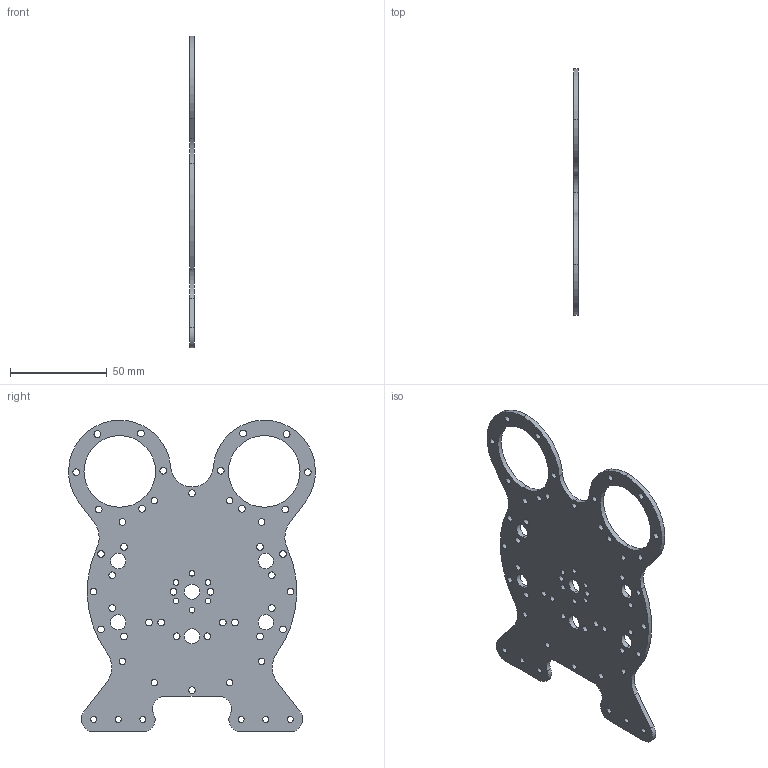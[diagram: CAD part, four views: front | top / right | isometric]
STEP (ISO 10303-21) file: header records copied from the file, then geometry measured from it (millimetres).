
FILE_DESCRIPTION (( 'STEP AP214' ), '1' );
FILE_NAME ('SH Axle Plate^Shoulder Housing.STEP', '2021-02-19T00:25:11', ( '' ), ( '' ), 'SwSTEP 2.0', 'SolidWorks 2019', '' );
FILE_SCHEMA (( 'AUTOMOTIVE_DESIGN' ));
Length unit declared in the file: inch
Products named in the file (1): SH Axle Plate^Shoulder Housing
Bounding box: 2.5 x 127.49 x 160.91 mm (x, y, z)
Volume: 30876.2 mm3; surface area: 28706.8 mm2
Topology: 1 solids, 1 shells, 155 faces, 459 edges, 306 vertices
Faces by surface type: cylinder 146, plane 9
Entity records: 5661 total; most frequent: DIRECTION 1063, CARTESIAN_POINT 921, ORIENTED_EDGE 918, EDGE_CURVE 459, AXIS2_PLACEMENT_3D 448, VERTEX_POINT 306, CIRCLE 292, EDGE_LOOP 283
